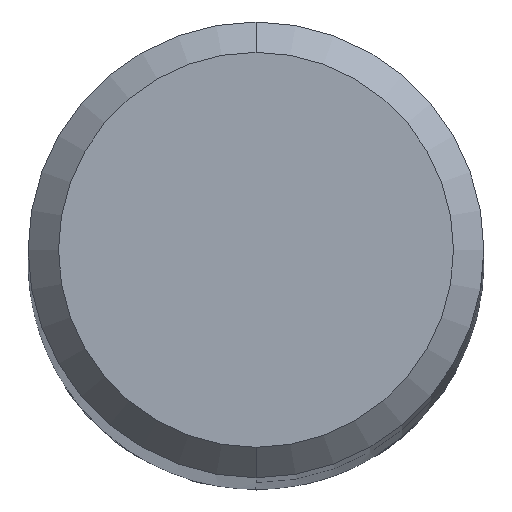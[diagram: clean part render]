
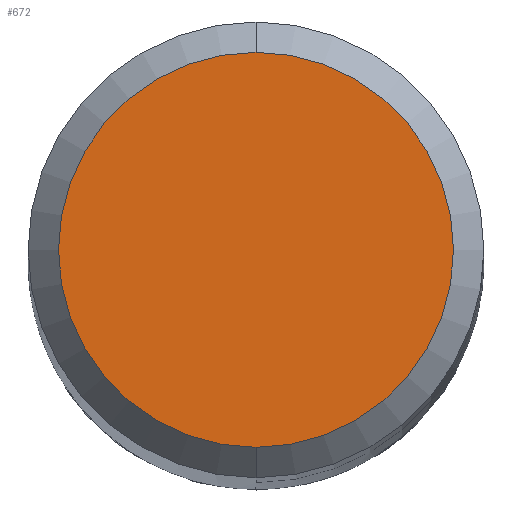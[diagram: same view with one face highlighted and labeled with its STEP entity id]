
A CAD part, top view. The second image highlights one B-rep face of the part: STEP entity #672.
In plain terms, the highlighted planar face has unit normal (0, 0, 1).
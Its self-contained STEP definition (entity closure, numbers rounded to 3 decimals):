
#672=ADVANCED_FACE('',(#1540),#1541,.T.);
#726=VERTEX_POINT('',#1597);
#756=EDGE_CURVE('',#966,#726,#1633,.T.);
#966=VERTEX_POINT('',#1858);
#1012=EDGE_CURVE('',#726,#966,#1905,.T.);
#1540=FACE_OUTER_BOUND('',#3799,.T.);
#1541=PLANE('',#3800);
#1597=CARTESIAN_POINT('',(0.,-2.6,0.0));
#1633=CIRCLE('',#4248,2.6);
#1858=CARTESIAN_POINT('',(0.0,2.6,0.0));
#1905=CIRCLE('',#5206,2.6);
#3799=EDGE_LOOP('',(#7181,#7182));
#3800=AXIS2_PLACEMENT_3D('',#7183,#7184,#7185);
#4248=AXIS2_PLACEMENT_3D('',#7286,#7287,#7288);
#5206=AXIS2_PLACEMENT_3D('',#7561,#7562,#7563);
#7181=ORIENTED_EDGE('',*,*,#756,.F.);
#7182=ORIENTED_EDGE('',*,*,#1012,.F.);
#7183=CARTESIAN_POINT('',(0.0,1.3,0.0));
#7184=DIRECTION('',(-0.0,0.0,1.0));
#7185=DIRECTION('',(0.0,-1.0,0.0));
#7286=CARTESIAN_POINT('',(0.0,0.0,0.0));
#7287=DIRECTION('',(0.0,0.0,-1.0));
#7288=DIRECTION('',(0.0,1.0,0.0));
#7561=CARTESIAN_POINT('',(0.0,0.0,0.0));
#7562=DIRECTION('',(0.0,0.0,-1.0));
#7563=DIRECTION('',(0.0,1.0,0.0));
